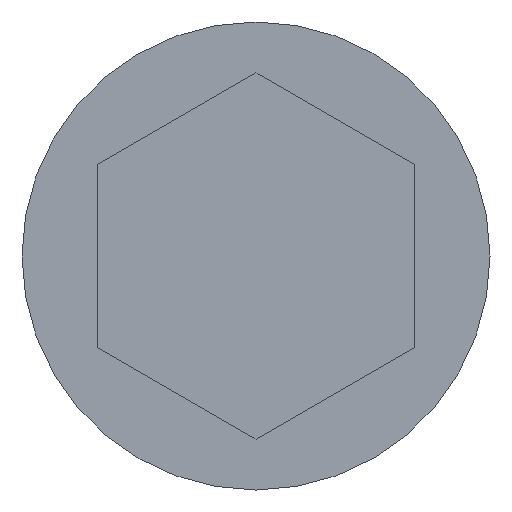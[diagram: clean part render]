
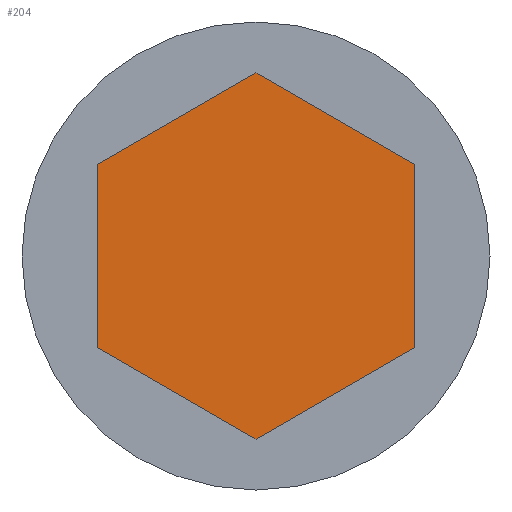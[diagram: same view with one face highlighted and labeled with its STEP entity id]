
A CAD part, left-side view. The second image highlights one B-rep face of the part: STEP entity #204.
In plain terms, the highlighted planar face has unit normal (-1, 0, 0).
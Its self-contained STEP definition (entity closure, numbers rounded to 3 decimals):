
#19=PLANE('',#235);
#33=FACE_OUTER_BOUND('',#47,.T.);
#47=EDGE_LOOP('',(#158,#159,#160,#161,#162,#163));
#59=LINE('',#322,#80);
#60=LINE('',#324,#81);
#61=LINE('',#326,#82);
#62=LINE('',#328,#83);
#63=LINE('',#330,#84);
#64=LINE('',#331,#85);
#80=VECTOR('',#267,10.);
#81=VECTOR('',#268,10.);
#82=VECTOR('',#269,10.);
#83=VECTOR('',#270,10.);
#84=VECTOR('',#271,10.);
#85=VECTOR('',#272,10.);
#108=VERTEX_POINT('',#320);
#109=VERTEX_POINT('',#321);
#110=VERTEX_POINT('',#323);
#111=VERTEX_POINT('',#325);
#112=VERTEX_POINT('',#327);
#113=VERTEX_POINT('',#329);
#127=EDGE_CURVE('',#108,#109,#59,.T.);
#128=EDGE_CURVE('',#109,#110,#60,.T.);
#129=EDGE_CURVE('',#110,#111,#61,.T.);
#130=EDGE_CURVE('',#111,#112,#62,.T.);
#131=EDGE_CURVE('',#112,#113,#63,.T.);
#132=EDGE_CURVE('',#113,#108,#64,.T.);
#158=ORIENTED_EDGE('',*,*,#127,.T.);
#159=ORIENTED_EDGE('',*,*,#128,.T.);
#160=ORIENTED_EDGE('',*,*,#129,.T.);
#161=ORIENTED_EDGE('',*,*,#130,.T.);
#162=ORIENTED_EDGE('',*,*,#131,.T.);
#163=ORIENTED_EDGE('',*,*,#132,.T.);
#204=ADVANCED_FACE('',(#33),#19,.F.);
#235=AXIS2_PLACEMENT_3D('',#319,#265,#266);
#265=DIRECTION('center_axis',(1.,0.,0.));
#266=DIRECTION('ref_axis',(0.,1.,0.));
#267=DIRECTION('',(0.,0.866,0.5));
#268=DIRECTION('',(0.,0.866,-0.5));
#269=DIRECTION('',(0.,0.,-1.));
#270=DIRECTION('',(0.,-0.866,-0.5));
#271=DIRECTION('',(0.,-0.866,0.5));
#272=DIRECTION('',(0.,0.,1.));
#319=CARTESIAN_POINT('Origin',(32.461,0.,0.));
#320=CARTESIAN_POINT('',(32.461,-6.1,3.522));
#321=CARTESIAN_POINT('',(32.461,0.,7.044));
#322=CARTESIAN_POINT('',(32.461,0.,7.044));
#323=CARTESIAN_POINT('',(32.461,6.1,3.522));
#324=CARTESIAN_POINT('',(32.461,6.1,3.522));
#325=CARTESIAN_POINT('',(32.461,6.1,-3.522));
#326=CARTESIAN_POINT('',(32.461,6.1,-3.522));
#327=CARTESIAN_POINT('',(32.461,0.,-7.044));
#328=CARTESIAN_POINT('',(32.461,0.,-7.044));
#329=CARTESIAN_POINT('',(32.461,-6.1,-3.522));
#330=CARTESIAN_POINT('',(32.461,-6.1,-3.522));
#331=CARTESIAN_POINT('',(32.461,-6.1,3.522));
